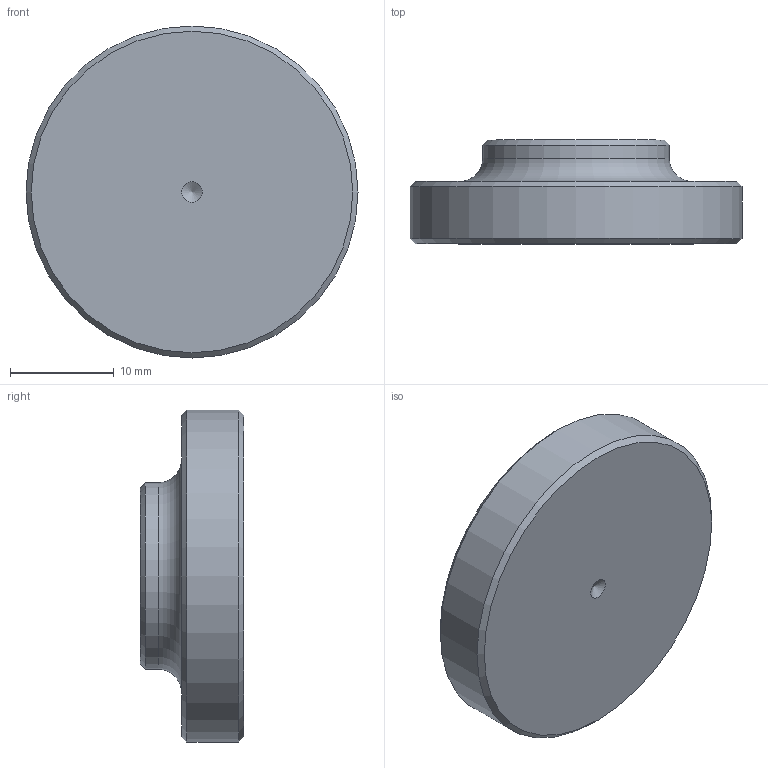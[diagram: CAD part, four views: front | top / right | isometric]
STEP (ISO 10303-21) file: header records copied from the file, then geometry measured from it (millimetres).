
FILE_DESCRIPTION( ( 'STEP AP214' ), '1' );
FILE_NAME( 'K0392.110.stp', '2020-12-07T10:23:45', ( '' ), ( '' ), ' ', 'PARTsolutions', ' ' );
FILE_SCHEMA( ( 'AUTOMOTIVE_DESIGN { 1 0 10303 214 1 1 1 1 }' ) );
Length unit declared in the file: millimetre
Products named in the file (1): _K0392.110
Bounding box: 32 x 10 x 32 mm (x, y, z)
Volume: 5514.9 mm3; surface area: 2478.1 mm2
Topology: 1 solids, 1 shells, 17 faces, 33 edges, 20 vertices
Faces by surface type: cone 6, plane 4, cylinder 4, torus 3
Full cylindrical faces by diameter (mm): 8.1 x2, 18 x1, 32 x1
Entity records: 498 total; most frequent: DIRECTION 68, CARTESIAN_POINT 53, AXIS2_PLACEMENT_3D 34, EDGE_LOOP 32, ORIENTED_EDGE 32, FACE_OUTER_BOUND 24, VERTEX_POINT 19, STYLED_ITEM 17
